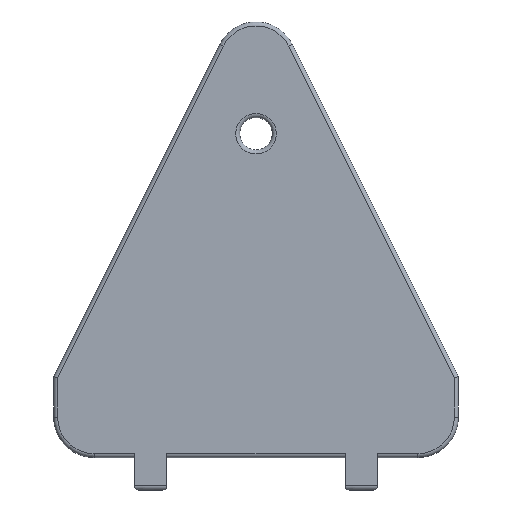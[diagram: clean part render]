
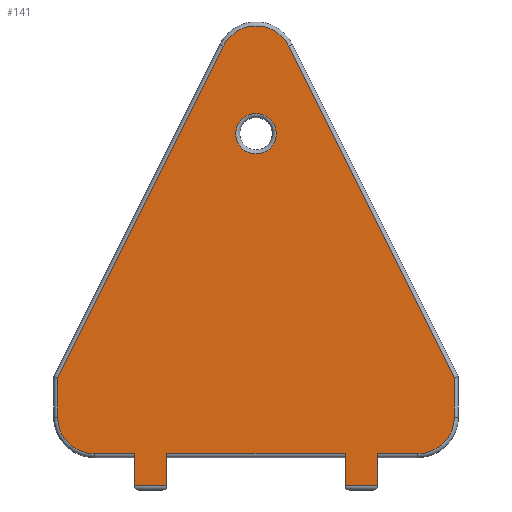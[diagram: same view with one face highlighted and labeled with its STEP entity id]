
A CAD part, front view. The second image highlights one B-rep face of the part: STEP entity #141.
In plain terms, the highlighted planar face has unit normal (0, -1, 0).
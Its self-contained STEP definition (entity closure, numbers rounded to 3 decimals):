
#84=FACE_BOUND('',#251,.T.);
#85=FACE_BOUND('',#252,.T.);
#104=CIRCLE('',#850,2.5);
#105=CIRCLE('',#851,4.5);
#106=CIRCLE('',#852,4.5);
#107=CIRCLE('',#853,4.5);
#141=ADVANCED_FACE('',(#84,#85),#189,.T.);
#189=PLANE('',#854);
#251=EDGE_LOOP('',(#367));
#252=EDGE_LOOP('',(#368,#369,#370,#371,#372,#373,#374,#375,#376,#377,#378,
#379,#380,#381,#382,#383));
#367=ORIENTED_EDGE('',*,*,#649,.T.);
#368=ORIENTED_EDGE('',*,*,#615,.T.);
#369=ORIENTED_EDGE('',*,*,#650,.T.);
#370=ORIENTED_EDGE('',*,*,#651,.T.);
#371=ORIENTED_EDGE('',*,*,#652,.T.);
#372=ORIENTED_EDGE('',*,*,#653,.T.);
#373=ORIENTED_EDGE('',*,*,#654,.T.);
#374=ORIENTED_EDGE('',*,*,#655,.T.);
#375=ORIENTED_EDGE('',*,*,#656,.T.);
#376=ORIENTED_EDGE('',*,*,#657,.T.);
#377=ORIENTED_EDGE('',*,*,#658,.T.);
#378=ORIENTED_EDGE('',*,*,#590,.T.);
#379=ORIENTED_EDGE('',*,*,#659,.T.);
#380=ORIENTED_EDGE('',*,*,#597,.T.);
#381=ORIENTED_EDGE('',*,*,#660,.T.);
#382=ORIENTED_EDGE('',*,*,#608,.T.);
#383=ORIENTED_EDGE('',*,*,#661,.T.);
#522=VERTEX_POINT('',#1201);
#523=VERTEX_POINT('',#1203);
#528=VERTEX_POINT('',#1217);
#529=VERTEX_POINT('',#1218);
#538=VERTEX_POINT('',#1239);
#539=VERTEX_POINT('',#1241);
#544=VERTEX_POINT('',#1255);
#545=VERTEX_POINT('',#1256);
#571=VERTEX_POINT('',#1323);
#572=VERTEX_POINT('',#1325);
#573=VERTEX_POINT('',#1327);
#574=VERTEX_POINT('',#1329);
#575=VERTEX_POINT('',#1331);
#576=VERTEX_POINT('',#1333);
#577=VERTEX_POINT('',#1335);
#578=VERTEX_POINT('',#1337);
#579=VERTEX_POINT('',#1339);
#590=EDGE_CURVE('',#523,#522,#702,.T.);
#597=EDGE_CURVE('',#528,#529,#707,.T.);
#608=EDGE_CURVE('',#539,#538,#716,.T.);
#615=EDGE_CURVE('',#544,#545,#721,.T.);
#649=EDGE_CURVE('',#571,#571,#104,.T.);
#650=EDGE_CURVE('',#545,#572,#747,.T.);
#651=EDGE_CURVE('',#572,#573,#105,.T.);
#652=EDGE_CURVE('',#573,#574,#748,.T.);
#653=EDGE_CURVE('',#574,#575,#749,.T.);
#654=EDGE_CURVE('',#575,#576,#106,.T.);
#655=EDGE_CURVE('',#576,#577,#750,.T.);
#656=EDGE_CURVE('',#577,#578,#751,.T.);
#657=EDGE_CURVE('',#578,#579,#107,.T.);
#658=EDGE_CURVE('',#579,#523,#752,.T.);
#659=EDGE_CURVE('',#522,#528,#753,.T.);
#660=EDGE_CURVE('',#529,#539,#754,.T.);
#661=EDGE_CURVE('',#538,#544,#755,.T.);
#702=LINE('',#1202,#766);
#707=LINE('',#1216,#771);
#716=LINE('',#1240,#780);
#721=LINE('',#1254,#785);
#747=LINE('',#1324,#811);
#748=LINE('',#1328,#812);
#749=LINE('',#1330,#813);
#750=LINE('',#1334,#814);
#751=LINE('',#1336,#815);
#752=LINE('',#1340,#816);
#753=LINE('',#1341,#817);
#754=LINE('',#1342,#818);
#755=LINE('',#1343,#819);
#766=VECTOR('',#934,1.);
#771=VECTOR('',#947,1.);
#780=VECTOR('',#964,1.);
#785=VECTOR('',#977,1.);
#811=VECTOR('',#1035,1.);
#812=VECTOR('',#1038,1.);
#813=VECTOR('',#1039,1.);
#814=VECTOR('',#1042,1.);
#815=VECTOR('',#1043,1.);
#816=VECTOR('',#1046,1.);
#817=VECTOR('',#1047,1.);
#818=VECTOR('',#1048,1.);
#819=VECTOR('',#1049,1.);
#850=AXIS2_PLACEMENT_3D('',#1322,#1033,#1034);
#851=AXIS2_PLACEMENT_3D('',#1326,#1036,#1037);
#852=AXIS2_PLACEMENT_3D('',#1332,#1040,#1041);
#853=AXIS2_PLACEMENT_3D('',#1338,#1044,#1045);
#854=AXIS2_PLACEMENT_3D('',#1344,#1050,#1051);
#934=DIRECTION('',(0.,0.,-1.));
#947=DIRECTION('',(0.,0.,1.));
#964=DIRECTION('',(0.,0.,-1.));
#977=DIRECTION('',(0.,0.,1.));
#1033=DIRECTION('',(0.,1.,0.));
#1034=DIRECTION('',(0.,0.,-1.));
#1035=DIRECTION('',(1.,0.,0.));
#1036=DIRECTION('',(0.,-1.,0.));
#1037=DIRECTION('',(0.,0.,-1.));
#1038=DIRECTION('',(0.,0.,1.));
#1039=DIRECTION('',(-0.447,0.,0.894));
#1040=DIRECTION('',(0.,-1.,0.));
#1041=DIRECTION('',(0.,0.,-1.));
#1042=DIRECTION('',(-0.447,0.,-0.894));
#1043=DIRECTION('',(0.,0.,-1.));
#1044=DIRECTION('',(0.,-1.,0.));
#1045=DIRECTION('',(0.,0.,-1.));
#1046=DIRECTION('',(1.,0.,0.));
#1047=DIRECTION('',(1.,0.,0.));
#1048=DIRECTION('',(1.,0.,0.));
#1049=DIRECTION('',(1.,0.,0.));
#1050=DIRECTION('',(0.,-1.,0.));
#1051=DIRECTION('',(0.,0.,-1.));
#1201=CARTESIAN_POINT('',(10.,0.,-13.5));
#1202=CARTESIAN_POINT('',(10.,0.,-10.));
#1203=CARTESIAN_POINT('',(10.,0.,-9.5));
#1216=CARTESIAN_POINT('',(14.,0.,-14.));
#1217=CARTESIAN_POINT('',(14.,0.,-13.5));
#1218=CARTESIAN_POINT('',(14.,0.,-9.5));
#1239=CARTESIAN_POINT('',(36.,0.,-13.5));
#1240=CARTESIAN_POINT('',(36.,0.,-10.));
#1241=CARTESIAN_POINT('',(36.,0.,-9.5));
#1254=CARTESIAN_POINT('',(40.,0.,-14.));
#1255=CARTESIAN_POINT('',(40.,0.,-13.5));
#1256=CARTESIAN_POINT('',(40.,0.,-9.5));
#1322=CARTESIAN_POINT('',(25.,0.,30.));
#1323=CARTESIAN_POINT('',(25.,0.,27.5));
#1324=CARTESIAN_POINT('',(25.,0.,-9.5));
#1325=CARTESIAN_POINT('',(45.,0.,-9.5));
#1326=CARTESIAN_POINT('',(45.,0.,-5.));
#1327=CARTESIAN_POINT('',(49.5,0.,-5.));
#1328=CARTESIAN_POINT('',(49.5,0.,30.));
#1329=CARTESIAN_POINT('',(49.5,0.,-0.118));
#1330=CARTESIAN_POINT('',(32.553,0.,33.776));
#1331=CARTESIAN_POINT('',(29.025,0.,40.832));
#1332=CARTESIAN_POINT('',(25.,0.,38.82));
#1333=CARTESIAN_POINT('',(20.975,0.,40.832));
#1334=CARTESIAN_POINT('',(17.447,0.,33.776));
#1335=CARTESIAN_POINT('',(0.5,0.,-0.118));
#1336=CARTESIAN_POINT('',(0.5,0.,30.));
#1337=CARTESIAN_POINT('',(0.5,0.,-5.));
#1338=CARTESIAN_POINT('',(5.,0.,-5.));
#1339=CARTESIAN_POINT('',(5.,0.,-9.5));
#1340=CARTESIAN_POINT('',(25.,0.,-9.5));
#1341=CARTESIAN_POINT('',(25.,0.,-13.5));
#1342=CARTESIAN_POINT('',(25.,0.,-9.5));
#1343=CARTESIAN_POINT('',(25.,0.,-13.5));
#1344=CARTESIAN_POINT('',(25.,0.,30.));
